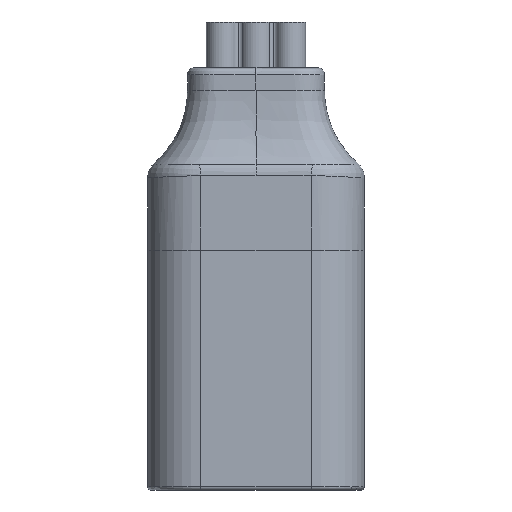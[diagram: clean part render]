
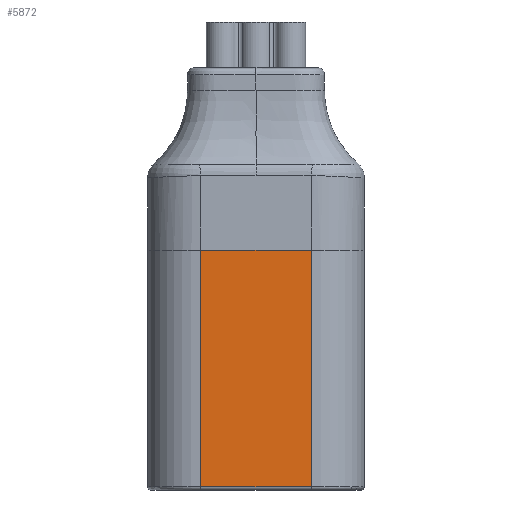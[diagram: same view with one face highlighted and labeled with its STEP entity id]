
A CAD part, front view. The second image highlights one B-rep face of the part: STEP entity #5872.
In plain terms, the highlighted face is planar.
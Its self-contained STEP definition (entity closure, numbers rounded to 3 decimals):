
#277=FACE_OUTER_BOUND('',#591,.T.);
#591=EDGE_LOOP('',(#4204,#4205,#4206,#4207));
#1018=LINE('',#8856,#1678);
#1055=LINE('',#8932,#1715);
#1056=LINE('',#8935,#1716);
#1057=LINE('',#8936,#1717);
#1678=VECTOR('',#7041,4.85);
#1715=VECTOR('',#7084,10.35);
#1716=VECTOR('',#7087,4.85);
#1717=VECTOR('',#7088,10.35);
#2405=VERTEX_POINT('',#8547);
#2511=VERTEX_POINT('',#8849);
#2514=VERTEX_POINT('',#8854);
#2551=VERTEX_POINT('',#8934);
#3153=EDGE_CURVE('',#2514,#2511,#1018,.T.);
#3192=EDGE_CURVE('',#2405,#2511,#1055,.T.);
#3193=EDGE_CURVE('',#2405,#2551,#1056,.T.);
#3194=EDGE_CURVE('',#2551,#2514,#1057,.T.);
#4204=ORIENTED_EDGE('',*,*,#3193,.F.);
#4205=ORIENTED_EDGE('',*,*,#3192,.T.);
#4206=ORIENTED_EDGE('',*,*,#3153,.F.);
#4207=ORIENTED_EDGE('',*,*,#3194,.F.);
#5654=PLANE('',#6292);
#5872=ADVANCED_FACE('',(#277),#5654,.T.);
#6292=AXIS2_PLACEMENT_3D('',#8933,#7085,#7086);
#7041=DIRECTION('',(-1.,0.,0.));
#7084=DIRECTION('',(0.,0.,1.));
#7085=DIRECTION('center_axis',(0.,1.,0.));
#7086=DIRECTION('ref_axis',(-1.,0.,0.));
#7087=DIRECTION('',(1.,0.,0.));
#7088=DIRECTION('',(0.,0.,1.));
#8547=CARTESIAN_POINT('',(-2.425,2.325,0.15));
#8849=CARTESIAN_POINT('',(-2.425,2.325,10.5));
#8854=CARTESIAN_POINT('',(2.425,2.325,10.5));
#8856=CARTESIAN_POINT('',(2.425,2.325,10.5));
#8932=CARTESIAN_POINT('',(-2.425,2.325,0.15));
#8933=CARTESIAN_POINT('Origin',(2.425,2.325,0.));
#8934=CARTESIAN_POINT('',(2.425,2.325,0.15));
#8935=CARTESIAN_POINT('',(-2.425,2.325,0.15));
#8936=CARTESIAN_POINT('',(2.425,2.325,0.15));
